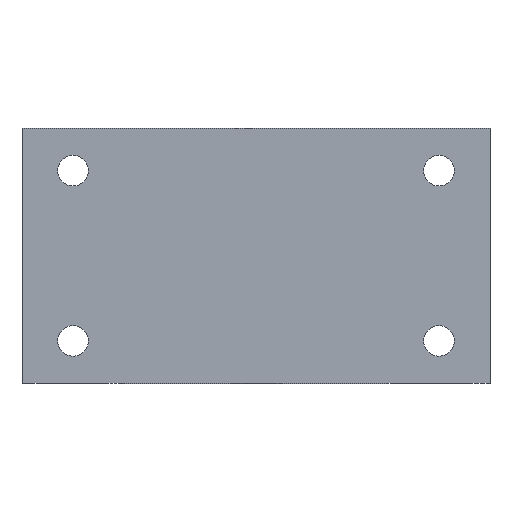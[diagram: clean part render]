
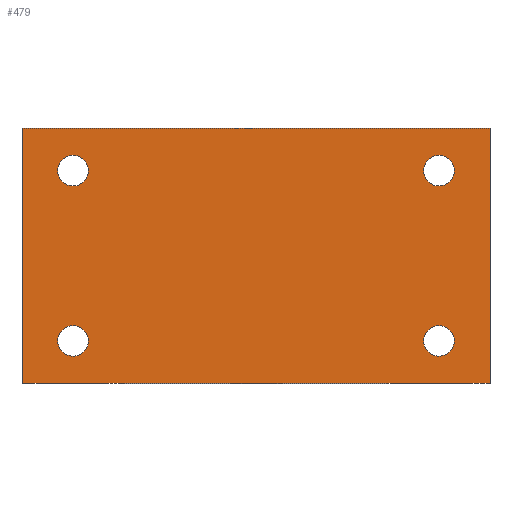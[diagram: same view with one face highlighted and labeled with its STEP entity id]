
A CAD part, top view. The second image highlights one B-rep face of the part: STEP entity #479.
In plain terms, the highlighted planar face has unit normal (0, 0, 1).
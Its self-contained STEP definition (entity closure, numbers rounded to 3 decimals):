
#159 = VERTEX_POINT('',#160);
#160 = CARTESIAN_POINT('',(-27.5,-60.,15.));
#166 = EDGE_CURVE('',#159,#167,#169,.T.);
#167 = VERTEX_POINT('',#168);
#168 = CARTESIAN_POINT('',(27.5,-60.,15.));
#169 = LINE('',#170,#171);
#170 = CARTESIAN_POINT('',(-27.5,-60.,15.));
#171 = VECTOR('',#172,1.);
#172 = DIRECTION('',(1.,0.,0.));
#255 = VERTEX_POINT('',#256);
#256 = CARTESIAN_POINT('',(-27.5,-90.,15.));
#262 = EDGE_CURVE('',#255,#263,#265,.T.);
#263 = VERTEX_POINT('',#264);
#264 = CARTESIAN_POINT('',(27.5,-90.,15.));
#265 = LINE('',#266,#267);
#266 = CARTESIAN_POINT('',(-27.5,-90.,15.));
#267 = VECTOR('',#268,1.);
#268 = DIRECTION('',(1.,0.,0.));
#451 = EDGE_CURVE('',#159,#255,#452,.T.);
#452 = LINE('',#453,#454);
#453 = CARTESIAN_POINT('',(-27.5,-60.,15.));
#454 = VECTOR('',#455,1.);
#455 = DIRECTION('',(0.,-1.,0.));
#479 = ADVANCED_FACE('',(#480,#491,#502,#513,#524),#535,.T.);
#480 = FACE_BOUND('',#481,.T.);
#481 = EDGE_LOOP('',(#482,#483,#484,#490));
#482 = ORIENTED_EDGE('',*,*,#451,.T.);
#483 = ORIENTED_EDGE('',*,*,#262,.T.);
#484 = ORIENTED_EDGE('',*,*,#485,.F.);
#485 = EDGE_CURVE('',#167,#263,#486,.T.);
#486 = LINE('',#487,#488);
#487 = CARTESIAN_POINT('',(27.5,-60.,15.));
#488 = VECTOR('',#489,1.);
#489 = DIRECTION('',(0.,-1.,0.));
#490 = ORIENTED_EDGE('',*,*,#166,.F.);
#491 = FACE_BOUND('',#492,.T.);
#492 = EDGE_LOOP('',(#493));
#493 = ORIENTED_EDGE('',*,*,#494,.T.);
#494 = EDGE_CURVE('',#495,#495,#497,.T.);
#495 = VERTEX_POINT('',#496);
#496 = CARTESIAN_POINT('',(-19.7,-85.,15.));
#497 = CIRCLE('',#498,1.8);
#498 = AXIS2_PLACEMENT_3D('',#499,#500,#501);
#499 = CARTESIAN_POINT('',(-21.5,-85.,15.));
#500 = DIRECTION('',(0.,0.,-1.));
#501 = DIRECTION('',(1.,0.,0.));
#502 = FACE_BOUND('',#503,.T.);
#503 = EDGE_LOOP('',(#504));
#504 = ORIENTED_EDGE('',*,*,#505,.T.);
#505 = EDGE_CURVE('',#506,#506,#508,.T.);
#506 = VERTEX_POINT('',#507);
#507 = CARTESIAN_POINT('',(23.3,-85.,15.));
#508 = CIRCLE('',#509,1.8);
#509 = AXIS2_PLACEMENT_3D('',#510,#511,#512);
#510 = CARTESIAN_POINT('',(21.5,-85.,15.));
#511 = DIRECTION('',(0.,0.,-1.));
#512 = DIRECTION('',(1.,0.,0.));
#513 = FACE_BOUND('',#514,.T.);
#514 = EDGE_LOOP('',(#515));
#515 = ORIENTED_EDGE('',*,*,#516,.T.);
#516 = EDGE_CURVE('',#517,#517,#519,.T.);
#517 = VERTEX_POINT('',#518);
#518 = CARTESIAN_POINT('',(-19.7,-65.,15.));
#519 = CIRCLE('',#520,1.8);
#520 = AXIS2_PLACEMENT_3D('',#521,#522,#523);
#521 = CARTESIAN_POINT('',(-21.5,-65.,15.));
#522 = DIRECTION('',(0.,0.,-1.));
#523 = DIRECTION('',(1.,0.,0.));
#524 = FACE_BOUND('',#525,.T.);
#525 = EDGE_LOOP('',(#526));
#526 = ORIENTED_EDGE('',*,*,#527,.T.);
#527 = EDGE_CURVE('',#528,#528,#530,.T.);
#528 = VERTEX_POINT('',#529);
#529 = CARTESIAN_POINT('',(23.3,-65.,15.));
#530 = CIRCLE('',#531,1.8);
#531 = AXIS2_PLACEMENT_3D('',#532,#533,#534);
#532 = CARTESIAN_POINT('',(21.5,-65.,15.));
#533 = DIRECTION('',(0.,0.,-1.));
#534 = DIRECTION('',(1.,0.,0.));
#535 = PLANE('',#536);
#536 = AXIS2_PLACEMENT_3D('',#537,#538,#539);
#537 = CARTESIAN_POINT('',(-27.5,-60.,15.));
#538 = DIRECTION('',(0.,0.,1.));
#539 = DIRECTION('',(1.,0.,0.));
